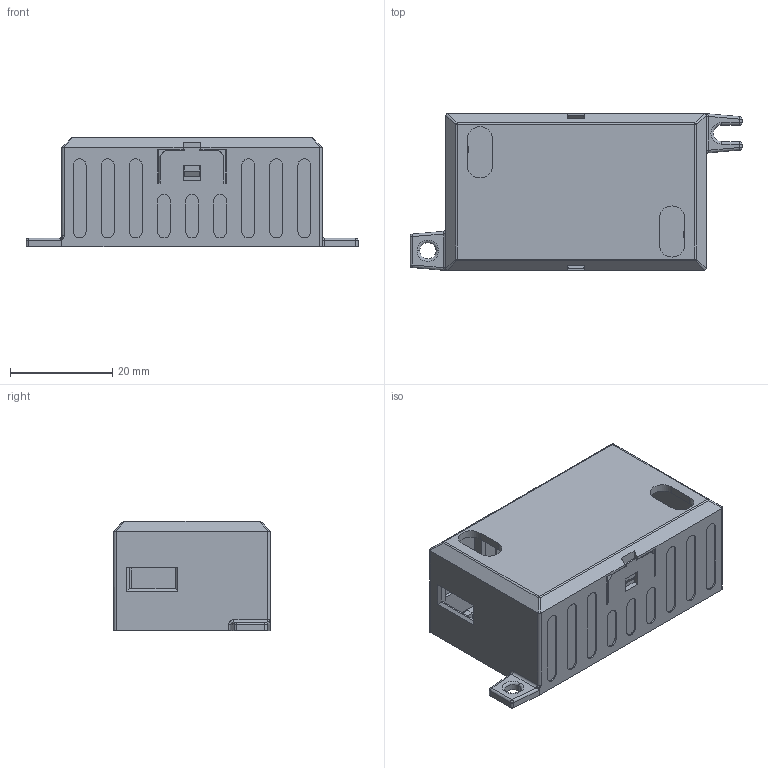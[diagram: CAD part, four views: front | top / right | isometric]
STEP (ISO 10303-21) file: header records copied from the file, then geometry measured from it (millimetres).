
FILE_DESCRIPTION(('Creo Elements/Direct Modeling STEP Export'),'2;1');
FILE_NAME('3D_K29.stp','2019-07-08T11:33:20',(''),(''),'PTC Creo Elements/Direct Modeling STEP processor for AP214 (Solid Model)','PTC Creo Elements/Direct Modeling 19.0E 27-Jun-2016 (C) Parametric Technology GmbH','');
FILE_SCHEMA(('AUTOMOTIVE_DESIGN { 1 0 10303 214 1 1 1 1 }'));
Length unit declared in the file: millimetre
Products named in the file (2): 3D_K29
Assembly tree (1 placements, depth 2):
  3D_K29
    3D_K29
Bounding box: 65 x 30.7 x 21.5 mm (x, y, z)
Volume: 8989.8 mm3; surface area: 12741.3 mm2
Topology: 1 solids, 1 shells, 1322 faces, 3730 edges, 2445 vertices
Faces by surface type: plane 1197, cylinder 100, bspline 12, sphere 10, torus 3
Entity records: 43329 total; most frequent: CARTESIAN_POINT 8953, ORIENTED_EDGE 7440, DIRECTION 6500, EDGE_CURVE 3720, VECTOR 3466, LINE 3466, VERTEX_POINT 2445, AXIS2_PLACEMENT_3D 1517
